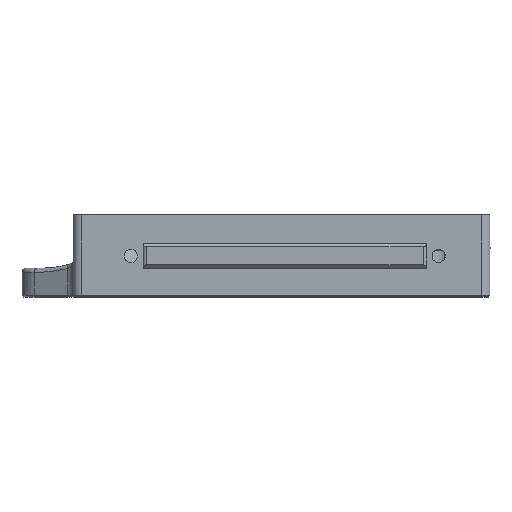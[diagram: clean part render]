
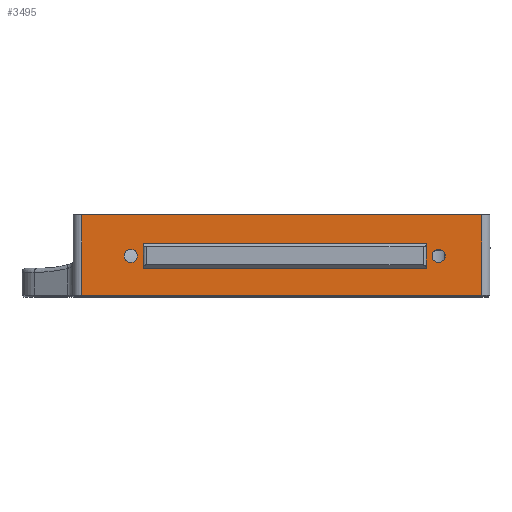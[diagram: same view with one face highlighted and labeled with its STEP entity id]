
A CAD part, front view. The second image highlights one B-rep face of the part: STEP entity #3495.
In plain terms, the highlighted planar face has unit normal (0, -1, 0.001).
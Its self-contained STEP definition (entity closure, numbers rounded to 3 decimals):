
#90=FACE_BOUND('',#663,.T.);
#91=FACE_BOUND('',#664,.T.);
#92=FACE_BOUND('',#665,.T.);
#291=CIRCLE('',#3821,1.6);
#292=CIRCLE('',#3822,1.6);
#448=FACE_OUTER_BOUND('',#662,.T.);
#662=EDGE_LOOP('',(#2771,#2772,#2773,#2774));
#663=EDGE_LOOP('',(#2775));
#664=EDGE_LOOP('',(#2776));
#665=EDGE_LOOP('',(#2777,#2778,#2779,#2780));
#938=LINE('',#5764,#1250);
#981=LINE('',#5881,#1293);
#982=LINE('',#5884,#1294);
#983=LINE('',#5885,#1295);
#984=LINE('',#5892,#1296);
#985=LINE('',#5894,#1297);
#986=LINE('',#5896,#1298);
#987=LINE('',#5897,#1299);
#1250=VECTOR('',#4479,10.);
#1293=VECTOR('',#4598,10.);
#1294=VECTOR('',#4601,10.);
#1295=VECTOR('',#4602,10.);
#1296=VECTOR('',#4607,10.);
#1297=VECTOR('',#4608,10.);
#1298=VECTOR('',#4609,10.);
#1299=VECTOR('',#4610,10.);
#1591=VERTEX_POINT('',#5761);
#1592=VERTEX_POINT('',#5763);
#1628=VERTEX_POINT('',#5879);
#1629=VERTEX_POINT('',#5883);
#1630=VERTEX_POINT('',#5886);
#1631=VERTEX_POINT('',#5888);
#1632=VERTEX_POINT('',#5890);
#1633=VERTEX_POINT('',#5891);
#1634=VERTEX_POINT('',#5893);
#1635=VERTEX_POINT('',#5895);
#1990=EDGE_CURVE('',#1592,#1591,#938,.T.);
#2049=EDGE_CURVE('',#1591,#1628,#981,.T.);
#2050=EDGE_CURVE('',#1629,#1628,#982,.T.);
#2051=EDGE_CURVE('',#1629,#1592,#983,.T.);
#2052=EDGE_CURVE('',#1630,#1630,#291,.T.);
#2053=EDGE_CURVE('',#1631,#1631,#292,.T.);
#2054=EDGE_CURVE('',#1632,#1633,#984,.T.);
#2055=EDGE_CURVE('',#1634,#1632,#985,.T.);
#2056=EDGE_CURVE('',#1635,#1634,#986,.T.);
#2057=EDGE_CURVE('',#1633,#1635,#987,.T.);
#2771=ORIENTED_EDGE('',*,*,#1990,.T.);
#2772=ORIENTED_EDGE('',*,*,#2049,.T.);
#2773=ORIENTED_EDGE('',*,*,#2050,.F.);
#2774=ORIENTED_EDGE('',*,*,#2051,.T.);
#2775=ORIENTED_EDGE('',*,*,#2052,.F.);
#2776=ORIENTED_EDGE('',*,*,#2053,.F.);
#2777=ORIENTED_EDGE('',*,*,#2054,.F.);
#2778=ORIENTED_EDGE('',*,*,#2055,.F.);
#2779=ORIENTED_EDGE('',*,*,#2056,.F.);
#2780=ORIENTED_EDGE('',*,*,#2057,.F.);
#3356=PLANE('',#3820);
#3495=ADVANCED_FACE('',(#448,#90,#91,#92),#3356,.F.);
#3820=AXIS2_PLACEMENT_3D('',#5882,#4599,#4600);
#3821=AXIS2_PLACEMENT_3D('',#5887,#4603,#4604);
#3822=AXIS2_PLACEMENT_3D('',#5889,#4605,#4606);
#4479=DIRECTION('',(1.,0.,0.));
#4598=DIRECTION('',(0.,0.001,1.));
#4599=DIRECTION('center_axis',(0.,1.,-0.001));
#4600=DIRECTION('ref_axis',(1.,0.,0.));
#4601=DIRECTION('',(1.,0.,0.));
#4602=DIRECTION('',(0.,-0.001,-1.));
#4603=DIRECTION('center_axis',(0.,-1.,
0.001));
#4604=DIRECTION('ref_axis',(-1.,0.,0.));
#4605=DIRECTION('center_axis',(0.,-1.,
0.001));
#4606=DIRECTION('ref_axis',(-1.,0.,0.));
#4607=DIRECTION('',(0.,-0.001,-1.));
#4608=DIRECTION('',(-1.,0.,0.));
#4609=DIRECTION('',(0.,0.001,1.));
#4610=DIRECTION('',(1.,0.,0.));
#5761=CARTESIAN_POINT('',(-47.774,539.718,98.246));
#5763=CARTESIAN_POINT('',(-145.274,539.718,98.246));
#5764=CARTESIAN_POINT('',(-91.874,539.718,98.246));
#5879=CARTESIAN_POINT('',(-47.774,539.734,117.846));
#5881=CARTESIAN_POINT('',(-47.774,539.734,117.846));
#5882=CARTESIAN_POINT('Origin',(-97.474,539.734,117.846));
#5883=CARTESIAN_POINT('',(-145.274,539.734,117.846));
#5884=CARTESIAN_POINT('',(-115.299,539.734,117.846));
#5885=CARTESIAN_POINT('',(-145.274,539.726,107.846));
#5886=CARTESIAN_POINT('',(-131.674,539.726,107.846));
#5887=CARTESIAN_POINT('Origin',(-133.274,539.726,107.846));
#5888=CARTESIAN_POINT('',(-56.674,539.726,107.846));
#5889=CARTESIAN_POINT('Origin',(-58.274,539.726,107.846));
#5890=CARTESIAN_POINT('',(-130.274,539.728,110.846));
#5891=CARTESIAN_POINT('',(-130.274,539.724,104.846));
#5892=CARTESIAN_POINT('',(-130.274,539.729,111.346));
#5893=CARTESIAN_POINT('',(-61.274,539.728,110.846));
#5894=CARTESIAN_POINT('',(-113.874,539.728,110.846));
#5895=CARTESIAN_POINT('',(-61.274,539.724,104.846));
#5896=CARTESIAN_POINT('',(-61.274,539.731,114.346));
#5897=CARTESIAN_POINT('',(-79.374,539.724,104.846));
